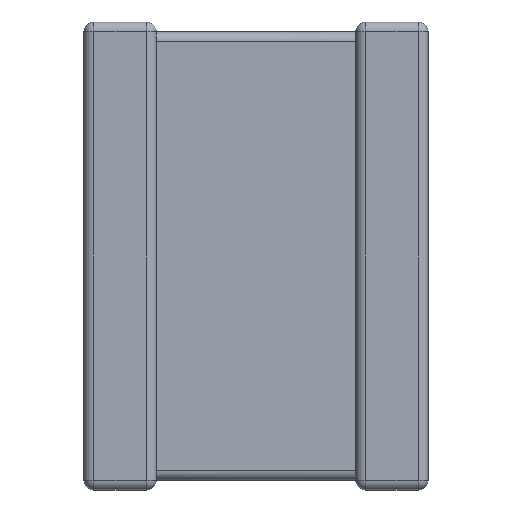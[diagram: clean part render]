
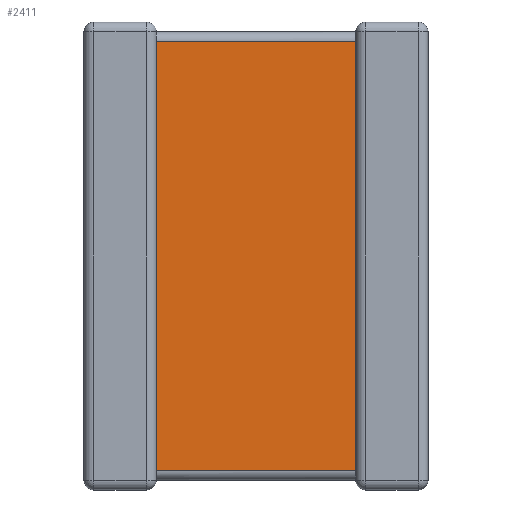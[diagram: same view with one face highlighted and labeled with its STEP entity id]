
A CAD part, front view. The second image highlights one B-rep face of the part: STEP entity #2411.
In plain terms, the highlighted planar face has unit normal (0, -1, 0).
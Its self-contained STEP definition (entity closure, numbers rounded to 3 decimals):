
#42 = VERTEX_POINT ( 'NONE', #727 ) ;
#288 = CARTESIAN_POINT ( 'NONE',  ( 1.05, 0.141, -0.283 ) ) ;
#380 = DIRECTION ( 'NONE',  ( 0., 0., 1. ) ) ;
#591 = ORIENTED_EDGE ( 'NONE', *, *, #3284, .T. ) ;
#719 = VECTOR ( 'NONE', #1639, 1000. ) ;
#727 = CARTESIAN_POINT ( 'NONE',  ( 3.95, 0.141, -0.283 ) ) ;
#1015 = VECTOR ( 'NONE', #380, 1000. ) ;
#1118 = DIRECTION ( 'NONE',  ( 0., 0., 1. ) ) ;
#1129 = VERTEX_POINT ( 'NONE', #288 ) ;
#1236 = LINE ( 'NONE', #1760, #1015 ) ;
#1300 = LINE ( 'NONE', #2249, #2826 ) ;
#1332 = EDGE_CURVE ( 'NONE', #1482, #1129, #1300, .T. ) ;
#1385 = LINE ( 'NONE', #1604, #719 ) ;
#1482 = VERTEX_POINT ( 'NONE', #2616 ) ;
#1595 = FACE_OUTER_BOUND ( 'NONE', #3181, .T. ) ;
#1604 = CARTESIAN_POINT ( 'NONE',  ( 3.95, 0.141, -6.517 ) ) ;
#1639 = DIRECTION ( 'NONE',  ( 1., 0., 0. ) ) ;
#1760 = CARTESIAN_POINT ( 'NONE',  ( 3.95, 0.141, -6.8 ) ) ;
#2193 = VECTOR ( 'NONE', #3363, 1000. ) ;
#2249 = CARTESIAN_POINT ( 'NONE',  ( 1.05, 0.141, -6.8 ) ) ;
#2306 = LINE ( 'NONE', #4101, #2193 ) ;
#2320 = EDGE_CURVE ( 'NONE', #3896, #42, #1236, .T. ) ;
#2411 = ADVANCED_FACE ( 'NONE', ( #1595 ), #3190, .T. ) ;
#2552 = DIRECTION ( 'NONE',  ( 0., 0., -1. ) ) ;
#2616 = CARTESIAN_POINT ( 'NONE',  ( 1.05, 0.141, -6.517 ) ) ;
#2826 = VECTOR ( 'NONE', #1118, 1000. ) ;
#3181 = EDGE_LOOP ( 'NONE', ( #3623, #591, #3674, #4221 ) ) ;
#3190 = PLANE ( 'NONE',  #3803 ) ;
#3195 = DIRECTION ( 'NONE',  ( 0., -1., 0. ) ) ;
#3244 = CARTESIAN_POINT ( 'NONE',  ( 1.05, 0.141, -6.8 ) ) ;
#3284 = EDGE_CURVE ( 'NONE', #1482, #3896, #1385, .T. ) ;
#3363 = DIRECTION ( 'NONE',  ( -1., 0., 0. ) ) ;
#3623 = ORIENTED_EDGE ( 'NONE', *, *, #1332, .F. ) ;
#3674 = ORIENTED_EDGE ( 'NONE', *, *, #2320, .T. ) ;
#3803 = AXIS2_PLACEMENT_3D ( 'NONE', #3244, #3195, #2552 ) ;
#3896 = VERTEX_POINT ( 'NONE', #4123 ) ;
#4101 = CARTESIAN_POINT ( 'NONE',  ( 1.05, 0.141, -0.283 ) ) ;
#4123 = CARTESIAN_POINT ( 'NONE',  ( 3.95, 0.141, -6.517 ) ) ;
#4221 = ORIENTED_EDGE ( 'NONE', *, *, #4262, .T. ) ;
#4262 = EDGE_CURVE ( 'NONE', #42, #1129, #2306, .T. ) ;
